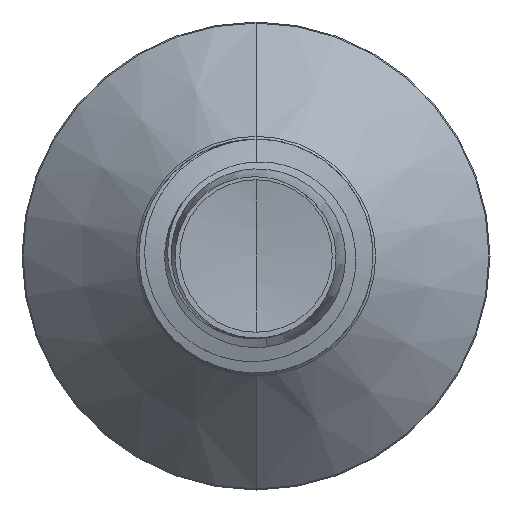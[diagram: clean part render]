
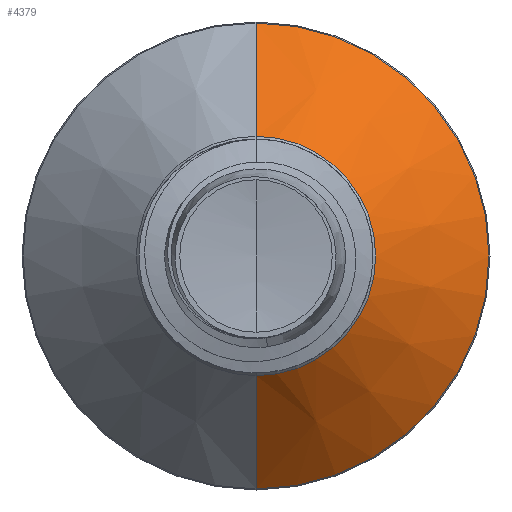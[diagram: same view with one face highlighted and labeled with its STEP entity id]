
A CAD part, front view. The second image highlights one B-rep face of the part: STEP entity #4379.
In plain terms, the highlighted conical face has half-angle 45 degrees and reference radius 2.302 mm.
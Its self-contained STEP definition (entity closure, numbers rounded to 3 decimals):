
#33 = VERTEX_POINT ( 'NONE', #10787 ) ;
#625 = CARTESIAN_POINT ( 'NONE',  ( 0., 10.28, -4.48 ) ) ;
#907 = EDGE_CURVE ( 'NONE', #23423, #33, #9961, .T. ) ;
#1173 = CONICAL_SURFACE ( 'NONE', #21643, 2.302, 0.785 ) ;
#1426 = DIRECTION ( 'NONE',  ( 0., 0., 1. ) ) ;
#2072 = EDGE_CURVE ( 'NONE', #33, #8531, #15459, .T. ) ;
#2388 = FACE_OUTER_BOUND ( 'NONE', #5706, .T. ) ;
#2407 = CARTESIAN_POINT ( 'NONE',  ( 0., 8.102, 2.302 ) ) ;
#3313 = ORIENTED_EDGE ( 'NONE', *, *, #2072, .F. ) ;
#3552 = DIRECTION ( 'NONE',  ( 0., 0., 1. ) ) ;
#3665 = AXIS2_PLACEMENT_3D ( 'NONE', #3944, #16782, #5929 ) ;
#3944 = CARTESIAN_POINT ( 'NONE',  ( 0., 8.102, 0. ) ) ;
#4379 = ADVANCED_FACE ( 'NONE', ( #2388 ), #1173, .T. ) ;
#4425 = LINE ( 'NONE', #20989, #18456 ) ;
#5599 = ORIENTED_EDGE ( 'NONE', *, *, #907, .F. ) ;
#5706 = EDGE_LOOP ( 'NONE', ( #16896, #7423, #3313, #5599 ) ) ;
#5929 = DIRECTION ( 'NONE',  ( 0., 0., 1. ) ) ;
#7423 = ORIENTED_EDGE ( 'NONE', *, *, #19890, .T. ) ;
#8140 = AXIS2_PLACEMENT_3D ( 'NONE', #23371, #12745, #1426 ) ;
#8531 = VERTEX_POINT ( 'NONE', #625 ) ;
#9496 = DIRECTION ( 'NONE',  ( 0., 0.707, 0.707 ) ) ;
#9961 = LINE ( 'NONE', #2407, #14680 ) ;
#10787 = CARTESIAN_POINT ( 'NONE',  ( 0., 10.28, 4.48 ) ) ;
#11212 = DIRECTION ( 'NONE',  ( 0., 1., 0. ) ) ;
#11786 = EDGE_CURVE ( 'NONE', #23423, #14206, #22903, .T. ) ;
#12168 = DIRECTION ( 'NONE',  ( 0., 0.707, -0.707 ) ) ;
#12745 = DIRECTION ( 'NONE',  ( 0., 1., 0. ) ) ;
#14206 = VERTEX_POINT ( 'NONE', #16183 ) ;
#14680 = VECTOR ( 'NONE', #9496, 1000. ) ;
#15459 = CIRCLE ( 'NONE', #8140, 4.48 ) ;
#16183 = CARTESIAN_POINT ( 'NONE',  ( 0., 8.102, -2.302 ) ) ;
#16439 = CARTESIAN_POINT ( 'NONE',  ( 0., 8.102, 0. ) ) ;
#16782 = DIRECTION ( 'NONE',  ( 0., 1., 0. ) ) ;
#16896 = ORIENTED_EDGE ( 'NONE', *, *, #11786, .T. ) ;
#18456 = VECTOR ( 'NONE', #12168, 1000. ) ;
#19890 = EDGE_CURVE ( 'NONE', #14206, #8531, #4425, .T. ) ;
#20989 = CARTESIAN_POINT ( 'NONE',  ( 0., 8.102, -2.302 ) ) ;
#21643 = AXIS2_PLACEMENT_3D ( 'NONE', #16439, #11212, #3552 ) ;
#22185 = CARTESIAN_POINT ( 'NONE',  ( 0., 8.102, 2.302 ) ) ;
#22903 = CIRCLE ( 'NONE', #3665, 2.302 ) ;
#23371 = CARTESIAN_POINT ( 'NONE',  ( 0., 10.28, 0. ) ) ;
#23423 = VERTEX_POINT ( 'NONE', #22185 ) ;
